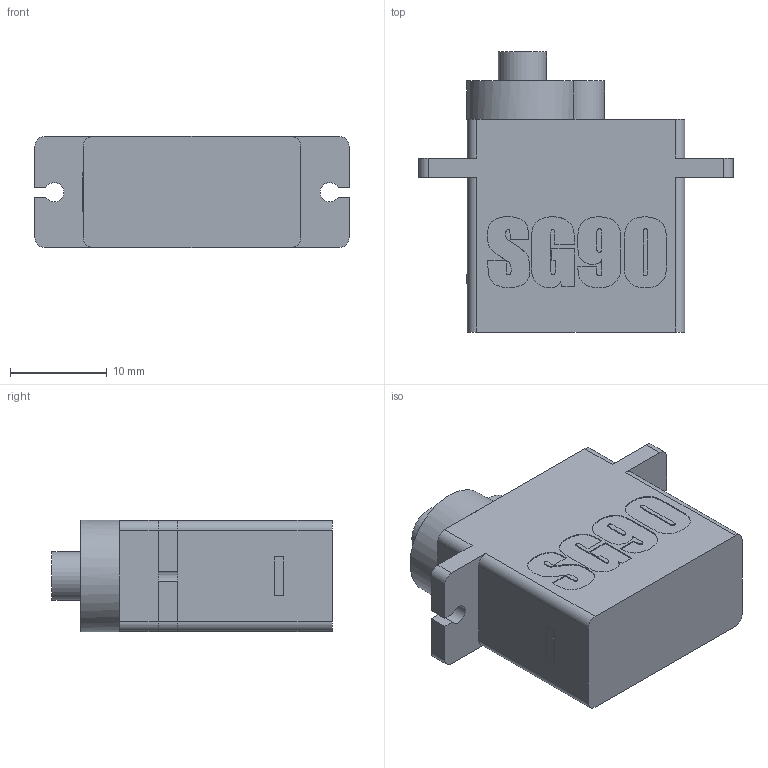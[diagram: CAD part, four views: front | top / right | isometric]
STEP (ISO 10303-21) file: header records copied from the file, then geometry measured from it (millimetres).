
FILE_DESCRIPTION(('STEP AP242'), '1');
FILE_NAME('ñåðâà SG90', '', ('UNSPECIFIED'), ('UNSPECIFIED'), 'C3D Converter', 'C3D Toolkit', '');
FILE_SCHEMA(('AP242_MANAGED_MODEL_BASED_3D_ENGINEERING_MIM_LF { 1 0 10303 442 1 1 4 }'));
Length unit declared in the file: millimetre
Bounding box: 32.5 x 29 x 11.55 mm (x, y, z)
Volume: 6402.4 mm3; surface area: 2477.4 mm2
Topology: 1 solids, 1 shells, 189 faces, 531 edges, 352 vertices
Faces by surface type: extrusion 106, plane 66, cylinder 17
Full cylindrical faces by diameter (mm): 5 x1
Entity records: 7751 total; most frequent: CARTESIAN_POINT 1708, ORIENTED_EDGE 1060, DIRECTION 632, EDGE_CURVE 530, VECTOR 384, VERTEX_POINT 352, B_SPLINE_CURVE_WITH_KNOTS 318, LINE 278
